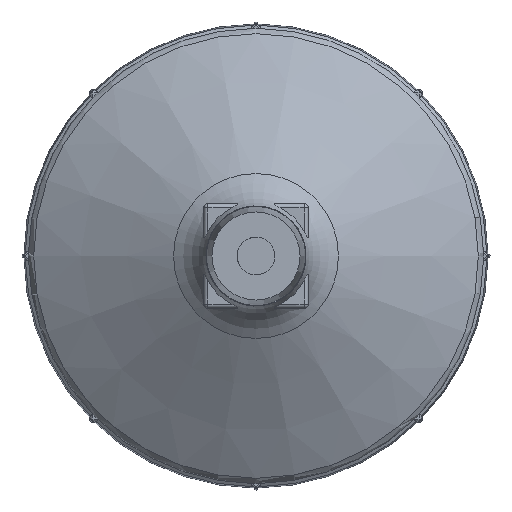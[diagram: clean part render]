
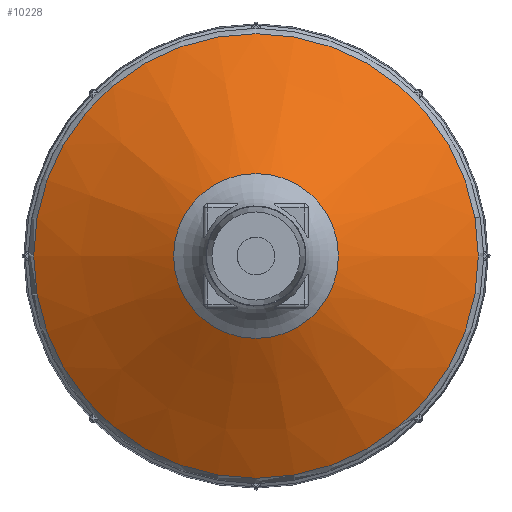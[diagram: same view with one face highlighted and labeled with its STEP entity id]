
A CAD part, front view. The second image highlights one B-rep face of the part: STEP entity #10228.
In plain terms, the highlighted conical face has half-angle 60 degrees and reference radius 22.187 mm.
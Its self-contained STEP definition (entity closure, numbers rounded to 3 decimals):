
#2031=CARTESIAN_POINT('',(-31.838,30.529,0.0));
#2032=VERTEX_POINT('',#2031);
#2033=CARTESIAN_POINT('',(0.,30.529,0.));
#2034=DIRECTION('',(0.0,1.0,0.0));
#2035=DIRECTION('',(0.0,0.0,1.0));
#2036=AXIS2_PLACEMENT_3D('',#2033,#2034,#2035);
#2037=CIRCLE('',#2036,31.838);
#2038=EDGE_CURVE('',#2032,#2032,#2037,.T.);
#10209=CARTESIAN_POINT('',(0.,24.957,0.));
#10210=DIRECTION('',(0.,1.0,0.));
#10211=DIRECTION('',(0.0,0.0,-1.0));
#10212=AXIS2_PLACEMENT_3D('',#10209,#10210,#10211);
#10213=CONICAL_SURFACE('',#10212,22.187,60.);
#10214=ORIENTED_EDGE('',*,*,#2038,.F.);
#10215=EDGE_LOOP('',(#10214));
#10216=FACE_OUTER_BOUND('',#10215,.T.);
#10217=CARTESIAN_POINT('',(-11.8,18.96,0.0));
#10218=VERTEX_POINT('',#10217);
#10219=CARTESIAN_POINT('',(0.,18.96,0.));
#10220=DIRECTION('',(0.0,1.0,0.0));
#10221=DIRECTION('',(0.0,0.0,-1.0));
#10222=AXIS2_PLACEMENT_3D('',#10219,#10220,#10221);
#10223=CIRCLE('',#10222,11.8);
#10224=EDGE_CURVE('',#10218,#10218,#10223,.T.);
#10225=ORIENTED_EDGE('',*,*,#10224,.T.);
#10226=EDGE_LOOP('',(#10225));
#10227=FACE_BOUND('',#10226,.T.);
#10228=ADVANCED_FACE('',(#10216,#10227),#10213,.T.);
